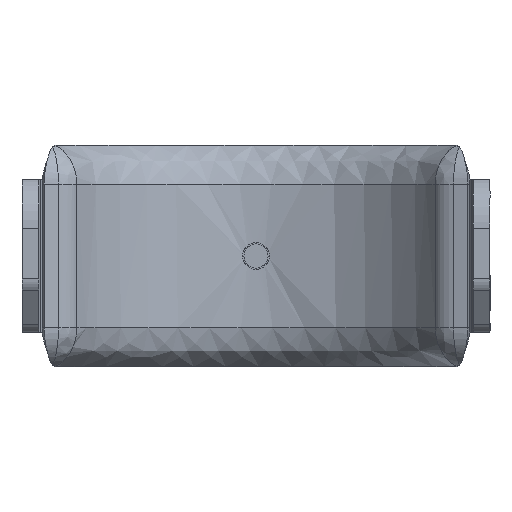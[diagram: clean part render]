
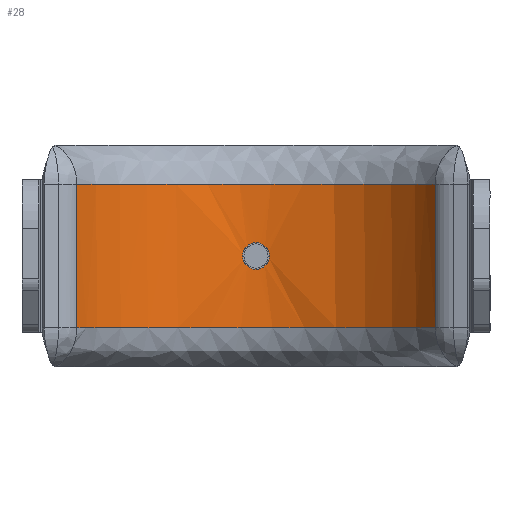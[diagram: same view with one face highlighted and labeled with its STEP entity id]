
A CAD part, front view. The second image highlights one B-rep face of the part: STEP entity #28.
In plain terms, the highlighted free-form (B-spline) face has degree [1, 2] with [2, 9] control points.
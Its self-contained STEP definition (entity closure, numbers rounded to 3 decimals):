
#28=ADVANCED_FACE('',(#326,#303),#4078,.T.);
#303=FACE_BOUND('',#608,.T.);
#326=FACE_OUTER_BOUND('',#607,.T.);
#607=EDGE_LOOP('',(#948,#949,#950,#951));
#608=EDGE_LOOP('',(#952,#953));
#948=ORIENTED_EDGE('',*,*,#2277,.F.);
#949=ORIENTED_EDGE('',*,*,#2275,.F.);
#950=ORIENTED_EDGE('',*,*,#2276,.F.);
#951=ORIENTED_EDGE('',*,*,#2278,.F.);
#952=ORIENTED_EDGE('',*,*,#2450,.F.);
#953=ORIENTED_EDGE('',*,*,#2446,.F.);
#2275=EDGE_CURVE('',#3618,#3619,#2918,.T.);
#2276=EDGE_CURVE('',#3620,#3618,#3088,.T.);
#2277=EDGE_CURVE('',#3619,#3621,#3089,.T.);
#2278=EDGE_CURVE('',#3621,#3620,#2919,.T.);
#2446=EDGE_CURVE('',#3708,#3710,#3223,.T.);
#2450=EDGE_CURVE('',#3710,#3708,#3224,.T.);
#2918=(
BOUNDED_CURVE()
B_SPLINE_CURVE(2,(#7995,#7996,#7997,#7998,#7999),.UNSPECIFIED.,.F.,.F.)
B_SPLINE_CURVE_WITH_KNOTS((3,2,3),(0.,31.77,63.541),
 .UNSPECIFIED.)
CURVE()
GEOMETRIC_REPRESENTATION_ITEM()
RATIONAL_B_SPLINE_CURVE((1.,0.879,1.,0.879,1.))
REPRESENTATION_ITEM('')
);
#2919=(
BOUNDED_CURVE()
B_SPLINE_CURVE(2,(#8004,#8005,#8006,#8007,#8008),.UNSPECIFIED.,.F.,.F.)
B_SPLINE_CURVE_WITH_KNOTS((3,2,3),(-63.541,-31.77,
0.),.UNSPECIFIED.)
CURVE()
GEOMETRIC_REPRESENTATION_ITEM()
RATIONAL_B_SPLINE_CURVE((1.,0.879,1.,0.879,1.))
REPRESENTATION_ITEM('')
);
#3088=B_SPLINE_CURVE_WITH_KNOTS('',1,(#8000,#8001),.UNSPECIFIED.,.F.,.F.,
(2,2),(-21.484,0.),.UNSPECIFIED.);
#3089=B_SPLINE_CURVE_WITH_KNOTS('',1,(#8002,#8003),.UNSPECIFIED.,.F.,.F.,
(2,2),(0.,21.484),.UNSPECIFIED.);
#3223=B_SPLINE_CURVE_WITH_KNOTS('',3,(#9481,#9482,#9483,#9484,#9485,#9486,
#9487,#9488,#9489,#9490,#9491,#9492,#9493,#9494,#9495,#9496,#9497,#9498,
#9499),.UNSPECIFIED.,.F.,.F.,(4,2,2,2,3,2,2,2,4),(0.,0.791,
1.581,2.372,3.163,3.953,4.744,
5.535,6.325),.UNSPECIFIED.);
#3224=B_SPLINE_CURVE_WITH_KNOTS('',3,(#9509,#9510,#9511,#9512,#9513,#9514,
#9515,#9516,#9517,#9518,#9519,#9520,#9521,#9522,#9523,#9524,#9525,#9526,
#9527),.UNSPECIFIED.,.F.,.F.,(4,2,2,2,3,2,2,2,4),(6.325,7.116,
7.907,8.697,9.488,10.279,11.069,
11.86,12.65),.UNSPECIFIED.);
#3618=VERTEX_POINT('',#7459);
#3619=VERTEX_POINT('',#7460);
#3620=VERTEX_POINT('',#7461);
#3621=VERTEX_POINT('',#7462);
#3708=VERTEX_POINT('',#7549);
#3710=VERTEX_POINT('',#7551);
#4078=(
BOUNDED_SURFACE()
B_SPLINE_SURFACE(1,2,((#4748,#4749,#4750,#4751,#4752,#4753,#4754,#4755,
#4756),(#4757,#4758,#4759,#4760,#4761,#4762,#4763,#4764,#4765)),
 .UNSPECIFIED.,.F.,.F.,.F.)
B_SPLINE_SURFACE_WITH_KNOTS((2,2),(3,2,2,2,3),(0.,25.783),(0.,50.265,
100.531,150.796,201.062),.UNSPECIFIED.)
GEOMETRIC_REPRESENTATION_ITEM()
RATIONAL_B_SPLINE_SURFACE(((1.,0.707,1.,0.707,1.,
0.707,1.,0.707,1.),(1.,0.707,1.,0.707,
1.,0.707,1.,0.707,1.)))
REPRESENTATION_ITEM('')
SURFACE()
);
#4748=CARTESIAN_POINT('',(32.,-41.92,-1.392));
#4749=CARTESIAN_POINT('',(32.,-9.92,-1.392));
#4750=CARTESIAN_POINT('',(0.,-9.92,-1.392));
#4751=CARTESIAN_POINT('',(-32.,-9.92,-1.392));
#4752=CARTESIAN_POINT('',(-32.,-41.92,-1.392));
#4753=CARTESIAN_POINT('',(-32.,-73.92,-1.392));
#4754=CARTESIAN_POINT('',(0.,-73.92,-1.392));
#4755=CARTESIAN_POINT('',(32.,-73.92,-1.392));
#4756=CARTESIAN_POINT('',(32.,-41.92,-1.392));
#4757=CARTESIAN_POINT('',(32.,-41.92,24.392));
#4758=CARTESIAN_POINT('',(32.,-9.92,24.392));
#4759=CARTESIAN_POINT('',(0.,-9.92,24.392));
#4760=CARTESIAN_POINT('',(-32.,-9.92,24.392));
#4761=CARTESIAN_POINT('',(-32.,-41.92,24.392));
#4762=CARTESIAN_POINT('',(-32.,-73.92,24.392));
#4763=CARTESIAN_POINT('',(0.,-73.92,24.392));
#4764=CARTESIAN_POINT('',(32.,-73.92,24.392));
#4765=CARTESIAN_POINT('',(32.,-41.92,24.392));
#7459=CARTESIAN_POINT('',(26.802,-24.437,0.758));
#7460=CARTESIAN_POINT('',(-26.802,-24.437,0.758));
#7461=CARTESIAN_POINT('',(26.802,-24.437,22.242));
#7462=CARTESIAN_POINT('',(-26.802,-24.437,22.242));
#7549=CARTESIAN_POINT('',(0.,-9.92,13.5));
#7551=CARTESIAN_POINT('',(0.,-9.92,9.5));
#7995=CARTESIAN_POINT('',(26.802,-24.437,0.758));
#7996=CARTESIAN_POINT('',(17.333,-9.92,0.758));
#7997=CARTESIAN_POINT('',(0.,-9.92,0.758));
#7998=CARTESIAN_POINT('',(-17.333,-9.92,0.758));
#7999=CARTESIAN_POINT('',(-26.802,-24.437,0.758));
#8000=CARTESIAN_POINT('',(26.802,-24.437,22.242));
#8001=CARTESIAN_POINT('',(26.802,-24.437,0.758));
#8002=CARTESIAN_POINT('',(-26.802,-24.437,0.758));
#8003=CARTESIAN_POINT('',(-26.802,-24.437,22.242));
#8004=CARTESIAN_POINT('',(-26.802,-24.437,22.242));
#8005=CARTESIAN_POINT('',(-17.333,-9.92,22.242));
#8006=CARTESIAN_POINT('',(0.,-9.92,22.242));
#8007=CARTESIAN_POINT('',(17.333,-9.92,22.242));
#8008=CARTESIAN_POINT('',(26.802,-24.437,22.242));
#9481=CARTESIAN_POINT('',(0.,-9.92,13.5));
#9482=CARTESIAN_POINT('',(-0.263,-9.92,13.5));
#9483=CARTESIAN_POINT('',(-0.523,-9.923,13.448));
#9484=CARTESIAN_POINT('',(-1.008,-9.935,13.247));
#9485=CARTESIAN_POINT('',(-1.229,-9.943,13.1));
#9486=CARTESIAN_POINT('',(-1.6,-9.959,12.729));
#9487=CARTESIAN_POINT('',(-1.747,-9.967,12.508));
#9488=CARTESIAN_POINT('',(-1.948,-9.979,12.023));
#9489=CARTESIAN_POINT('',(-2.,-9.982,11.763));
#9490=CARTESIAN_POINT('',(-2.,-9.982,11.5));
#9491=CARTESIAN_POINT('',(-2.,-9.982,11.237));
#9492=CARTESIAN_POINT('',(-1.948,-9.979,10.977));
#9493=CARTESIAN_POINT('',(-1.747,-9.967,10.492));
#9494=CARTESIAN_POINT('',(-1.6,-9.959,10.271));
#9495=CARTESIAN_POINT('',(-1.229,-9.943,9.9));
#9496=CARTESIAN_POINT('',(-1.008,-9.935,9.753));
#9497=CARTESIAN_POINT('',(-0.523,-9.923,9.552));
#9498=CARTESIAN_POINT('',(-0.263,-9.92,9.5));
#9499=CARTESIAN_POINT('',(0.,-9.92,9.5));
#9509=CARTESIAN_POINT('',(0.,-9.92,9.5));
#9510=CARTESIAN_POINT('',(0.263,-9.92,9.5));
#9511=CARTESIAN_POINT('',(0.523,-9.923,9.552));
#9512=CARTESIAN_POINT('',(1.008,-9.935,9.753));
#9513=CARTESIAN_POINT('',(1.229,-9.943,9.9));
#9514=CARTESIAN_POINT('',(1.6,-9.959,10.271));
#9515=CARTESIAN_POINT('',(1.747,-9.967,10.492));
#9516=CARTESIAN_POINT('',(1.948,-9.979,10.977));
#9517=CARTESIAN_POINT('',(2.,-9.982,11.237));
#9518=CARTESIAN_POINT('',(2.,-9.982,11.5));
#9519=CARTESIAN_POINT('',(2.,-9.982,11.763));
#9520=CARTESIAN_POINT('',(1.948,-9.979,12.023));
#9521=CARTESIAN_POINT('',(1.747,-9.967,12.508));
#9522=CARTESIAN_POINT('',(1.6,-9.959,12.729));
#9523=CARTESIAN_POINT('',(1.229,-9.943,13.1));
#9524=CARTESIAN_POINT('',(1.008,-9.935,13.247));
#9525=CARTESIAN_POINT('',(0.523,-9.923,13.448));
#9526=CARTESIAN_POINT('',(0.263,-9.92,13.5));
#9527=CARTESIAN_POINT('',(0.,-9.92,13.5));
